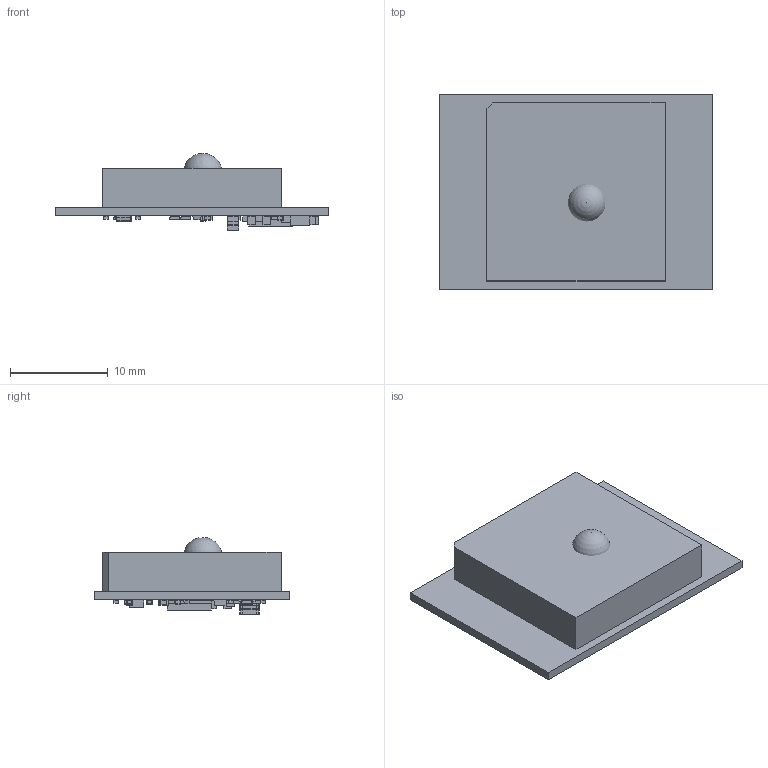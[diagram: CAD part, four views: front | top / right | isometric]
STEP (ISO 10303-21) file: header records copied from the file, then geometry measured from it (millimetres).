
FILE_DESCRIPTION(('Open CASCADE Model'),'2;1');
FILE_NAME('Open CASCADE Shape Model','2019-09-25T10:15:26',('Author'),( 'Open CASCADE'),'Open CASCADE STEP processor 6.8','Open CASCADE 6.8' ,'Unknown');
FILE_SCHEMA(('AUTOMOTIVE_DESIGN { 1 0 10303 214 1 1 1 1 }'));
Length unit declared in the file: millimetre
Products named in the file (102): PCB; Board; Open CASCADE STEP translator 6.8 1.1.1; A1; 7727428880; Extruded; 7727631632; Sphere; 7727637552; Cylinder; C6; 5441783584; Terminal; Open_CASCADE_STEP_translator_6.8_4.1.1; Open_CASCADE_STEP_translator_6.8_4.1.2; Mid_Body; Open_CASCADE_STEP_translator_6.8_4.2.1; C3; C8; C_SMD_0603; U3; 5769465744; R12; 6618650944; Open_CASCADE_STEP_translator_6.8_3.2.1; Mark; R5; 5441794224; R4; L4; 5769468064; C18; C16; C15; C14; C13; 5441789264; C12; CAPC2012X95N_EIA_0805; U1 ...
Assembly tree (172 placements, depth 5):
  PCB
    Board
      Open CASCADE STEP translator 6.8 1.1.1
    A1
      7727428880
        Extruded
      7727631632
        Sphere
      7727637552
        Cylinder
    C6
      5441783584
        Terminal
          Open_CASCADE_STEP_translator_6.8_4.1.1
          Open_CASCADE_STEP_translator_6.8_4.1.2
        Mid_Body
          Open_CASCADE_STEP_translator_6.8_4.2.1
    C3
      5441783584
        Terminal
          Open_CASCADE_STEP_translator_6.8_4.1.1
          Open_CASCADE_STEP_translator_6.8_4.1.2
        Mid_Body
          Open_CASCADE_STEP_translator_6.8_4.2.1
    C8
      C_SMD_0603
    U3
      5769465744
        Extruded
    R12
      6618650944
        Mid_Body
        Terminal  x2
          Open_CASCADE_STEP_translator_6.8_3.2.1
        Mark
    R5
      5441794224
        Mid_Body
        Terminal  x2
          Open_CASCADE_STEP_translator_6.8_3.2.1
        Mark
    R4
      6618650944
        Mid_Body
        Terminal  x2
          Open_CASCADE_STEP_translator_6.8_3.2.1
        Mark
    L4
      5769468064
        Extruded
    C18
      C_SMD_0603
    C16
      C_SMD_0603
    C15
      C_SMD_0603
    C14
      5441783584
        Terminal
          Open_CASCADE_STEP_translator_6.8_4.1.1
Bounding box: 28 x 20 x 7.89 mm (x, y, z)
Volume: 1897.9 mm3; surface area: 2487.7 mm2
Topology: 145 solids, 145 shells, 2250 faces, 5302 edges, 3266 vertices
Faces by surface type: plane 1336, cylinder 392, bspline 217, torus 102, revolution 102, sphere 101
Full cylindrical faces by diameter (mm): 0.27 x51, 0.8 x1, 1.1 x1
Entity records: 42248 total; most frequent: CARTESIAN_POINT 11319, ORIENTED_EDGE 5946, DIRECTION 5194, EDGE_CURVE 2973, LINE 2308, VECTOR 2308, VERTEX_POINT 1921, AXIS2_PLACEMENT_3D 1442
